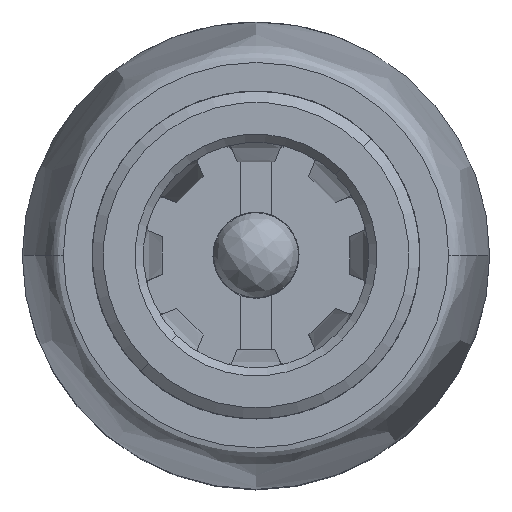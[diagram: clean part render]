
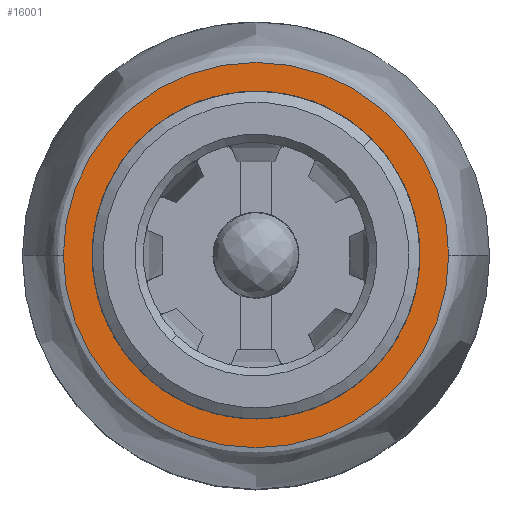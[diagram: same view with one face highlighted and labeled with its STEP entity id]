
A CAD part, top view. The second image highlights one B-rep face of the part: STEP entity #16001.
In plain terms, the highlighted face is planar.
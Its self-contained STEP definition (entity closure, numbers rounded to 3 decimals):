
#917 = DIRECTION ( 'NONE',  ( 1., 0., 0. ) ) ;
#1052 = VERTEX_POINT ( 'NONE', #20201 ) ;
#3675 = CARTESIAN_POINT ( 'NONE',  ( 0., 4.7, 0. ) ) ;
#4237 = ORIENTED_EDGE ( 'NONE', *, *, #7705, .F. ) ;
#6776 = DIRECTION ( 'NONE',  ( 0., 0., -1. ) ) ;
#7571 = AXIS2_PLACEMENT_3D ( 'NONE', #17110, #11639, #6776 ) ;
#7705 = EDGE_CURVE ( 'NONE', #33286, #19506, #18768, .T. ) ;
#8574 = DIRECTION ( 'NONE',  ( -1., 0., 0. ) ) ;
#8646 = DIRECTION ( 'NONE',  ( 0., 0., -1. ) ) ;
#9200 = DIRECTION ( 'NONE',  ( 0., 0., 1. ) ) ;
#9566 = EDGE_CURVE ( 'NONE', #23381, #1052, #11358, .T. ) ;
#9670 = ORIENTED_EDGE ( 'NONE', *, *, #28269, .F. ) ;
#11059 = CARTESIAN_POINT ( 'NONE',  ( 0., 0., 0. ) ) ;
#11358 = CIRCLE ( 'NONE', #32503, 4.7 ) ;
#11639 = DIRECTION ( 'NONE',  ( 1., 0., 0. ) ) ;
#11684 = CARTESIAN_POINT ( 'NONE',  ( 0., 0., 0. ) ) ;
#12505 = FACE_BOUND ( 'NONE', #18181, .T. ) ;
#13918 = AXIS2_PLACEMENT_3D ( 'NONE', #11059, #8574, #18787 ) ;
#14198 = DIRECTION ( 'NONE',  ( -1., 0., 0. ) ) ;
#14326 = CARTESIAN_POINT ( 'NONE',  ( 0., 0., 4. ) ) ;
#15011 = EDGE_LOOP ( 'NONE', ( #23397, #32368 ) ) ;
#16001 = ADVANCED_FACE ( 'NONE', ( #12505, #25492 ), #32068, .F. ) ;
#17110 = CARTESIAN_POINT ( 'NONE',  ( 0., 0., 0. ) ) ;
#18181 = EDGE_LOOP ( 'NONE', ( #9670, #4237 ) ) ;
#18768 = CIRCLE ( 'NONE', #24833, 4. ) ;
#18787 = DIRECTION ( 'NONE',  ( 0., 0., 1. ) ) ;
#19133 = CIRCLE ( 'NONE', #22406, 4.7 ) ;
#19506 = VERTEX_POINT ( 'NONE', #23881 ) ;
#20201 = CARTESIAN_POINT ( 'NONE',  ( 0., -4.7, 0. ) ) ;
#20581 = CIRCLE ( 'NONE', #7571, 4. ) ;
#22303 = EDGE_CURVE ( 'NONE', #1052, #23381, #19133, .T. ) ;
#22406 = AXIS2_PLACEMENT_3D ( 'NONE', #27037, #27155, #29652 ) ;
#23381 = VERTEX_POINT ( 'NONE', #3675 ) ;
#23397 = ORIENTED_EDGE ( 'NONE', *, *, #9566, .F. ) ;
#23881 = CARTESIAN_POINT ( 'NONE',  ( 0., 0., -4. ) ) ;
#24833 = AXIS2_PLACEMENT_3D ( 'NONE', #29426, #917, #8646 ) ;
#25492 = FACE_OUTER_BOUND ( 'NONE', #15011, .T. ) ;
#27037 = CARTESIAN_POINT ( 'NONE',  ( 0., 0., 0. ) ) ;
#27155 = DIRECTION ( 'NONE',  ( -1., 0., 0. ) ) ;
#28269 = EDGE_CURVE ( 'NONE', #19506, #33286, #20581, .T. ) ;
#29426 = CARTESIAN_POINT ( 'NONE',  ( 0., 0., 0. ) ) ;
#29652 = DIRECTION ( 'NONE',  ( 0., 0., 1. ) ) ;
#32068 = PLANE ( 'NONE',  #13918 ) ;
#32368 = ORIENTED_EDGE ( 'NONE', *, *, #22303, .F. ) ;
#32503 = AXIS2_PLACEMENT_3D ( 'NONE', #11684, #14198, #9200 ) ;
#33286 = VERTEX_POINT ( 'NONE', #14326 ) ;
